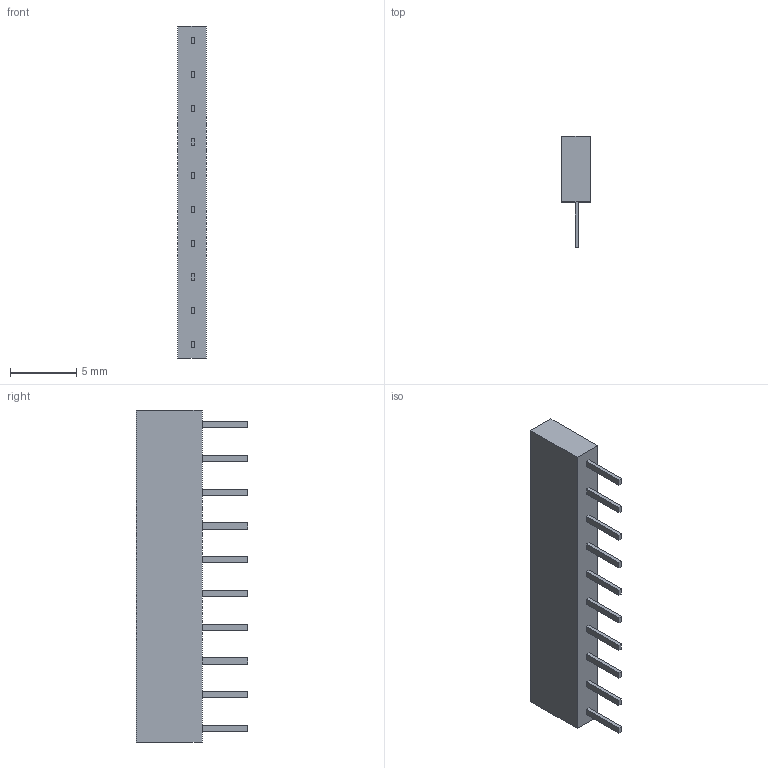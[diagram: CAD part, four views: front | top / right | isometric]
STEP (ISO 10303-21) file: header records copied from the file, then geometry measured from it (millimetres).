
FILE_DESCRIPTION((''),'2;1');
FILE_NAME('4311R','2012-08-22T',('ryans'),('Bourns, Inc.'),'PRO/ENGINEER BY PARAMETRIC TECHNOLOGY CORPORATION, 2010100','PRO/ENGINEER BY PARAMETRIC TECHNOLOGY CORPORATION, 2010100','');
FILE_SCHEMA(('CONFIG_CONTROL_DESIGN'));
Length unit declared in the file: millimetre
Products named in the file (1): 4311R
Bounding box: 2.16 x 8.38 x 24.99 mm (x, y, z)
Volume: 271.4 mm3; surface area: 427.3 mm2
Topology: 1 solids, 1 shells, 56 faces, 132 edges, 88 vertices
Faces by surface type: plane 56
Entity records: 1614 total; most frequent: CARTESIAN_POINT 276, ORIENTED_EDGE 264, DIRECTION 244, VECTOR 132, LINE 132, EDGE_CURVE 132, VERTEX_POINT 88, EDGE_LOOP 66
